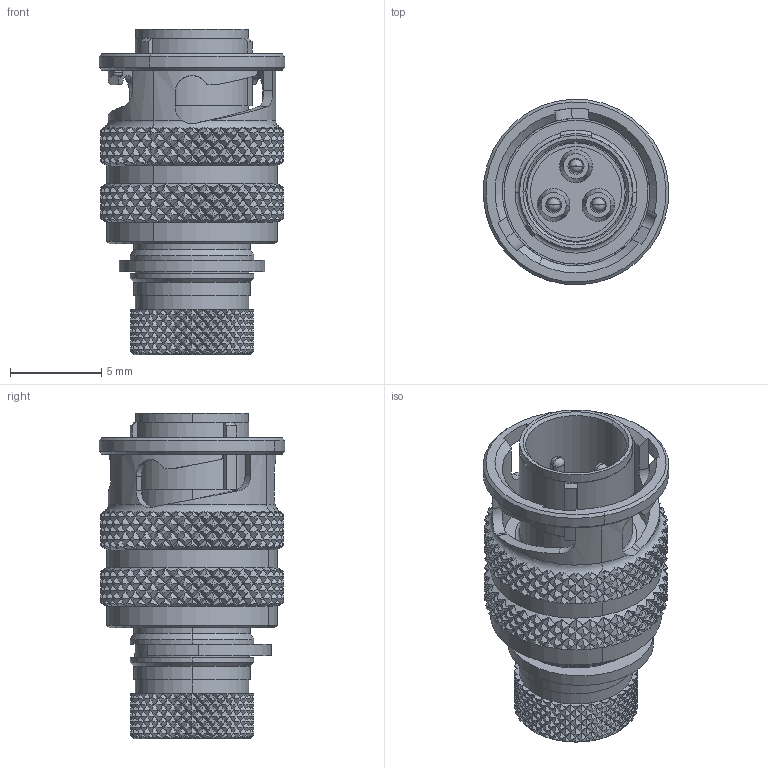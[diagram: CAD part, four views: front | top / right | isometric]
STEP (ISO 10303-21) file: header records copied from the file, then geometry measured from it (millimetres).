
FILE_DESCRIPTION (( 'STEP AP214' ), '1' );
FILE_NAME ('ASX602-03PB.STEP', '2016-05-04T15:45:02', ( 'TE Connectivity' ), ( 'TE Connectivity' ), 'SwSTEP 2.0', 'SolidWorks 2014', '' );
FILE_SCHEMA (( 'AUTOMOTIVE_DESIGN' ));
Length unit declared in the file: millimetre
Products named in the file (1): ASX602-03PB
Bounding box: 10.19 x 10.19 x 17.89 mm (x, y, z)
Volume: 611.9 mm3; surface area: 1861.6 mm2
Topology: 7 solids, 8 shells, 4174 faces, 8909 edges, 4758 vertices
Faces by surface type: bspline 2992, cylinder 860, plane 149, cone 131, torus 42
Entity records: 252660 total; most frequent: CARTESIAN_POINT 151277, ORIENTED_EDGE 17818, EDGE_CURVE 8909, VERTEX_POINT 4758, DIRECTION 4296, EDGE_LOOP 4241, ADVANCED_FACE 4174, FACE_OUTER_BOUND 4174
